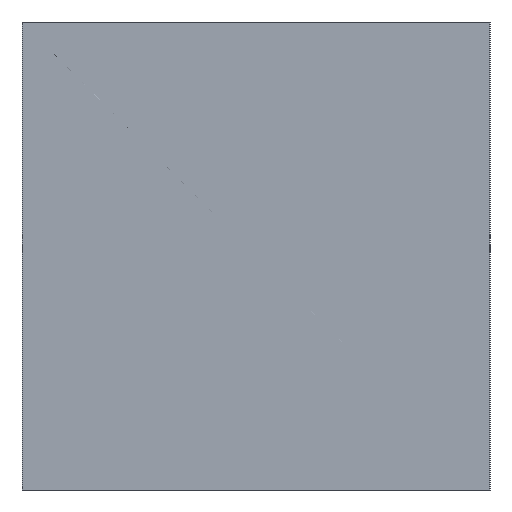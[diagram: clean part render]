
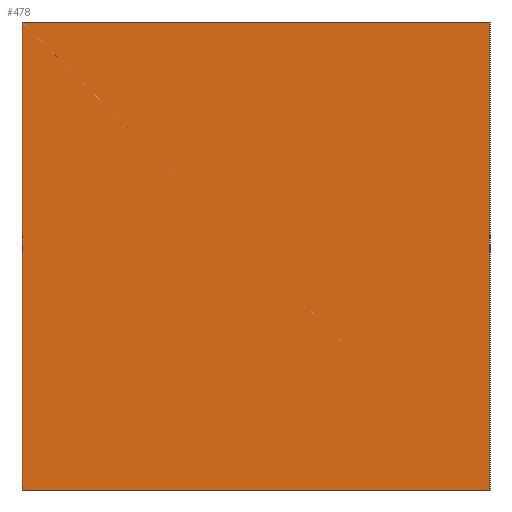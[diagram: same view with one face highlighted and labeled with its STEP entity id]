
A CAD part, left-side view. The second image highlights one B-rep face of the part: STEP entity #478.
In plain terms, the highlighted planar face has unit normal (-1, 0, 0).
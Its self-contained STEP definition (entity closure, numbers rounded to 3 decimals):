
#1 = CARTESIAN_POINT ( 'NONE',  ( -20., -15., 15. ) ) ;
#43 = DIRECTION ( 'NONE',  ( 0., 0., 1. ) ) ;
#63 = EDGE_CURVE ( 'NONE', #1543, #765, #314, .T. ) ;
#122 = DIRECTION ( 'NONE',  ( 0., -1., 0. ) ) ;
#133 = VECTOR ( 'NONE', #694, 1000. ) ;
#180 = EDGE_CURVE ( 'NONE', #765, #794, #1338, .T. ) ;
#188 = CARTESIAN_POINT ( 'NONE',  ( -20., 15., 15. ) ) ;
#189 = AXIS2_PLACEMENT_3D ( 'NONE', #1246, #636, #43 ) ;
#196 = LINE ( 'NONE', #1, #826 ) ;
#202 = EDGE_CURVE ( 'NONE', #1543, #644, #1009, .T. ) ;
#212 = CARTESIAN_POINT ( 'NONE',  ( -20., -15., -15. ) ) ;
#216 = DIRECTION ( 'NONE',  ( 0., 0., 1. ) ) ;
#249 = FACE_OUTER_BOUND ( 'NONE', #531, .T. ) ;
#309 = ORIENTED_EDGE ( 'NONE', *, *, #180, .T. ) ;
#314 = LINE ( 'NONE', #499, #956 ) ;
#448 = ORIENTED_EDGE ( 'NONE', *, *, #860, .F. ) ;
#450 = CARTESIAN_POINT ( 'NONE',  ( -20., -15., -15. ) ) ;
#478 = ADVANCED_FACE ( 'NONE', ( #249 ), #1239, .T. ) ;
#499 = CARTESIAN_POINT ( 'NONE',  ( -20., -15., -15. ) ) ;
#531 = EDGE_LOOP ( 'NONE', ( #448, #983, #971, #309 ) ) ;
#636 = DIRECTION ( 'NONE',  ( -1., 0., 0. ) ) ;
#644 = VERTEX_POINT ( 'NONE', #188 ) ;
#694 = DIRECTION ( 'NONE',  ( 0., 0., 1. ) ) ;
#765 = VERTEX_POINT ( 'NONE', #212 ) ;
#794 = VERTEX_POINT ( 'NONE', #1058 ) ;
#826 = VECTOR ( 'NONE', #122, 1000. ) ;
#860 = EDGE_CURVE ( 'NONE', #644, #794, #196, .T. ) ;
#871 = DIRECTION ( 'NONE',  ( 0., -1., 0. ) ) ;
#908 = CARTESIAN_POINT ( 'NONE',  ( -20., 15., -15. ) ) ;
#956 = VECTOR ( 'NONE', #871, 1000. ) ;
#971 = ORIENTED_EDGE ( 'NONE', *, *, #63, .T. ) ;
#983 = ORIENTED_EDGE ( 'NONE', *, *, #202, .F. ) ;
#1009 = LINE ( 'NONE', #1193, #133 ) ;
#1058 = CARTESIAN_POINT ( 'NONE',  ( -20., -15., 15. ) ) ;
#1193 = CARTESIAN_POINT ( 'NONE',  ( -20., 15., -15. ) ) ;
#1239 = PLANE ( 'NONE',  #189 ) ;
#1246 = CARTESIAN_POINT ( 'NONE',  ( -20., -15., -15. ) ) ;
#1278 = VECTOR ( 'NONE', #216, 1000. ) ;
#1338 = LINE ( 'NONE', #450, #1278 ) ;
#1543 = VERTEX_POINT ( 'NONE', #908 ) ;
